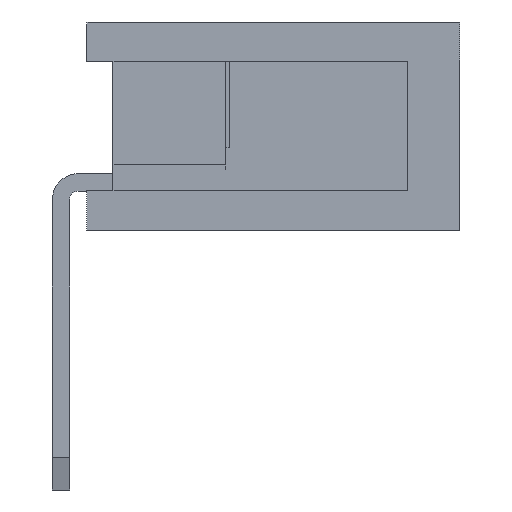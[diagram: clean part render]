
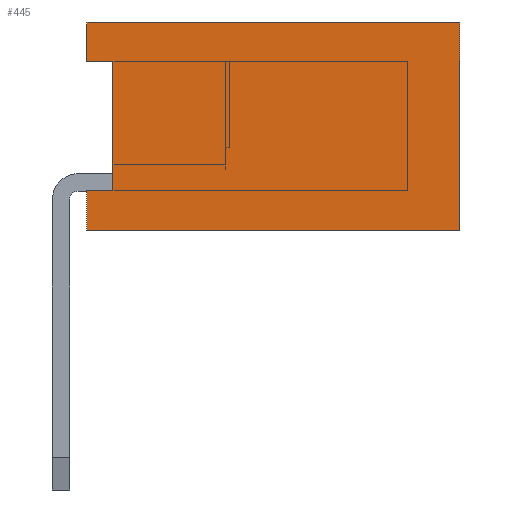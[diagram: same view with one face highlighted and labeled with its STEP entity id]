
A CAD part, left-side view. The second image highlights one B-rep face of the part: STEP entity #445.
In plain terms, the highlighted planar face has unit normal (-1, 0, 0).
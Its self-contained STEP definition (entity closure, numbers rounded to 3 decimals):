
#445=ADVANCED_FACE('',(#19239),#19241,.T.);
#19239=FACE_BOUND('',#19240,.T.);
#19240=EDGE_LOOP('',(#34229,#34230,#34231,#34232,#34233,#34234,#34235,#34236));
#19241=PLANE('',#19242);
#19242=AXIS2_PLACEMENT_3D('',#19243,#19244,#19245);
#19243=CARTESIAN_POINT('',(-1.,-4.6,0.));
#19244=DIRECTION('',(-1.,0.,0.));
#19245=DIRECTION('',(0.,0.,1.));
#34229=ORIENTED_EDGE('',*,*,#45453,.T.);
#34230=ORIENTED_EDGE('',*,*,#45593,.T.);
#34231=ORIENTED_EDGE('',*,*,#45318,.T.);
#34232=ORIENTED_EDGE('',*,*,#45592,.F.);
#34233=ORIENTED_EDGE('',*,*,#45594,.F.);
#34234=ORIENTED_EDGE('',*,*,#45595,.T.);
#34235=ORIENTED_EDGE('',*,*,#45596,.T.);
#34236=ORIENTED_EDGE('',*,*,#45587,.F.);
#45318=EDGE_CURVE('',#51008,#51005,#51009,.F.);
#45453=EDGE_CURVE('',#51278,#51276,#51279,.F.);
#45587=EDGE_CURVE('',#51278,#51539,#51540,.T.);
#45592=EDGE_CURVE('',#51546,#51005,#51548,.T.);
#45593=EDGE_CURVE('',#51276,#51008,#51549,.T.);
#45594=EDGE_CURVE('',#51550,#51546,#51551,.T.);
#45595=EDGE_CURVE('',#51550,#51552,#51553,.T.);
#45596=EDGE_CURVE('',#51552,#51539,#51554,.T.);
#51005=VERTEX_POINT('',#60357);
#51008=VERTEX_POINT('',#60362);
#51009=LINE('',#60363,#60364);
#51276=VERTEX_POINT('',#60898);
#51278=VERTEX_POINT('',#60902);
#51279=LINE('',#60903,#60904);
#51539=VERTEX_POINT('',#61431);
#51540=LINE('',#61432,#61433);
#51546=VERTEX_POINT('',#61446);
#51548=LINE('',#61450,#61451);
#51549=LINE('',#61453,#61454);
#51550=VERTEX_POINT('',#61456);
#51551=LINE('',#61457,#61458);
#51552=VERTEX_POINT('',#61460);
#51553=LINE('',#61461,#61462);
#51554=LINE('',#61464,#61465);
#60357=CARTESIAN_POINT('',(-1.,-0.3,0.45));
#60362=CARTESIAN_POINT('',(-1.,-0.6,0.45));
#60363=CARTESIAN_POINT('',(-1.,-0.3,0.45));
#60364=VECTOR('',#60365,1.);
#60365=DIRECTION('',(0.,-1.,0.));
#60898=CARTESIAN_POINT('',(-1.,-0.6,1.95));
#60902=CARTESIAN_POINT('',(-1.,-0.3,1.95));
#60903=CARTESIAN_POINT('',(-1.,-0.6,1.95));
#60904=VECTOR('',#60905,1.);
#60905=DIRECTION('',(0.,1.,0.));
#61431=CARTESIAN_POINT('',(-1.,-0.3,2.4));
#61432=CARTESIAN_POINT('',(-1.,-0.3,1.95));
#61433=VECTOR('',#61434,1.);
#61434=DIRECTION('',(0.,0.,1.));
#61446=CARTESIAN_POINT('',(-1.,-0.3,0.));
#61450=CARTESIAN_POINT('',(-1.,-0.3,0.));
#61451=VECTOR('',#61452,1.);
#61452=DIRECTION('',(0.,0.,1.));
#61453=CARTESIAN_POINT('',(-1.,-0.6,1.95));
#61454=VECTOR('',#61455,1.);
#61455=DIRECTION('',(0.,0.,-1.));
#61456=CARTESIAN_POINT('',(-1.,-4.6,0.));
#61457=CARTESIAN_POINT('',(-1.,-4.6,0.));
#61458=VECTOR('',#61459,1.);
#61459=DIRECTION('',(0.,1.,0.));
#61460=CARTESIAN_POINT('',(-1.,-4.6,2.4));
#61461=CARTESIAN_POINT('',(-1.,-4.6,0.));
#61462=VECTOR('',#61463,1.);
#61463=DIRECTION('',(0.,0.,1.));
#61464=CARTESIAN_POINT('',(-1.,-4.6,2.4));
#61465=VECTOR('',#61466,1.);
#61466=DIRECTION('',(0.,1.,0.));
